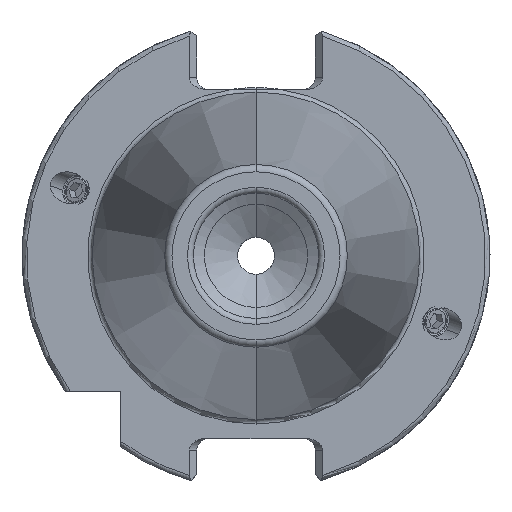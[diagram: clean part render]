
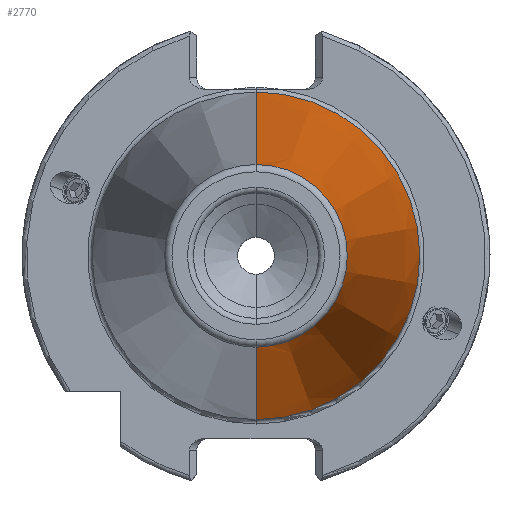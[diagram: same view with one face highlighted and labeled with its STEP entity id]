
A CAD part, left-side view. The second image highlights one B-rep face of the part: STEP entity #2770.
In plain terms, the highlighted conical face has half-angle 8.297 degrees and reference radius 22.225 mm.
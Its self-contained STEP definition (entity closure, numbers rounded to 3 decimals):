
#402 = CARTESIAN_POINT ( 'NONE',  ( 0., 0., -22.225 ) ) ;
#421 = DIRECTION ( 'NONE',  ( -1., 0., 0. ) ) ;
#434 = DIRECTION ( 'NONE',  ( 0.99, 0., -0.144 ) ) ;
#550 = CARTESIAN_POINT ( 'NONE',  ( 0., 0., 0. ) ) ;
#1370 = VERTEX_POINT ( 'NONE', #5560 ) ;
#1617 = CARTESIAN_POINT ( 'NONE',  ( -67.394, 0., 12.397 ) ) ;
#1699 = FACE_OUTER_BOUND ( 'NONE', #5391, .T. ) ;
#1783 = VECTOR ( 'NONE', #434, 1000. ) ;
#1813 = DIRECTION ( 'NONE',  ( -1., 0., 0. ) ) ;
#1820 = CONICAL_SURFACE ( 'NONE', #2550, 22.225, 0.145 ) ;
#1833 = EDGE_CURVE ( 'NONE', #1370, #3906, #2022, .T. ) ;
#1844 = VERTEX_POINT ( 'NONE', #3900 ) ;
#2022 = CIRCLE ( 'NONE', #6882, 12.397 ) ;
#2274 = DIRECTION ( 'NONE',  ( 0., 0., 1. ) ) ;
#2482 = CARTESIAN_POINT ( 'NONE',  ( 0., 0., 22.225 ) ) ;
#2550 = AXIS2_PLACEMENT_3D ( 'NONE', #550, #4026, #7369 ) ;
#2770 = ADVANCED_FACE ( 'NONE', ( #1699 ), #1820, .T. ) ;
#3518 = VERTEX_POINT ( 'NONE', #6083 ) ;
#3566 = DIRECTION ( 'NONE',  ( 0.99, 0., 0.144 ) ) ;
#3900 = CARTESIAN_POINT ( 'NONE',  ( 0., 0., -22.225 ) ) ;
#3906 = VERTEX_POINT ( 'NONE', #1617 ) ;
#3942 = LINE ( 'NONE', #402, #1783 ) ;
#3970 = CIRCLE ( 'NONE', #5311, 22.225 ) ;
#4026 = DIRECTION ( 'NONE',  ( 1., 0., 0. ) ) ;
#4376 = ORIENTED_EDGE ( 'NONE', *, *, #5467, .T. ) ;
#4819 = VECTOR ( 'NONE', #3566, 1000. ) ;
#4830 = ORIENTED_EDGE ( 'NONE', *, *, #6126, .F. ) ;
#4958 = DIRECTION ( 'NONE',  ( 0., 0., 1. ) ) ;
#5024 = ORIENTED_EDGE ( 'NONE', *, *, #5608, .T. ) ;
#5159 = ORIENTED_EDGE ( 'NONE', *, *, #1833, .F. ) ;
#5278 = CARTESIAN_POINT ( 'NONE',  ( 0., 0., 0. ) ) ;
#5311 = AXIS2_PLACEMENT_3D ( 'NONE', #5278, #1813, #2274 ) ;
#5391 = EDGE_LOOP ( 'NONE', ( #4830, #5159, #4376, #5024 ) ) ;
#5467 = EDGE_CURVE ( 'NONE', #1370, #1844, #3942, .T. ) ;
#5560 = CARTESIAN_POINT ( 'NONE',  ( -67.394, 0., -12.397 ) ) ;
#5608 = EDGE_CURVE ( 'NONE', #1844, #3518, #3970, .T. ) ;
#5686 = CARTESIAN_POINT ( 'NONE',  ( -67.394, 0., 0. ) ) ;
#6083 = CARTESIAN_POINT ( 'NONE',  ( 0., 0., 22.225 ) ) ;
#6126 = EDGE_CURVE ( 'NONE', #3906, #3518, #7129, .T. ) ;
#6882 = AXIS2_PLACEMENT_3D ( 'NONE', #5686, #421, #4958 ) ;
#7129 = LINE ( 'NONE', #2482, #4819 ) ;
#7369 = DIRECTION ( 'NONE',  ( 0., 0., -1. ) ) ;
